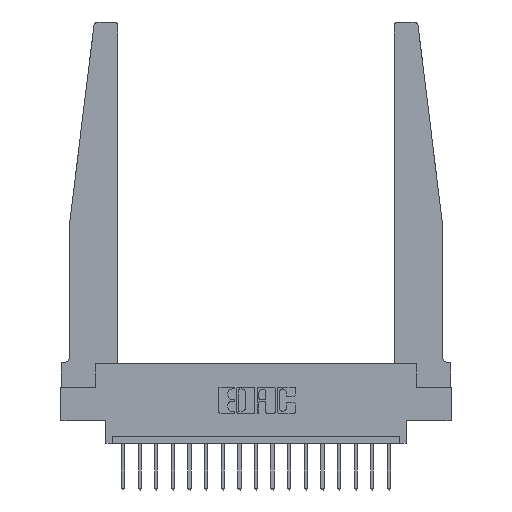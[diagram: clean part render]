
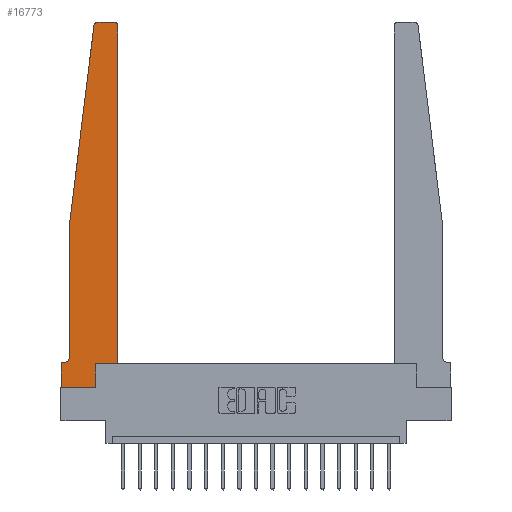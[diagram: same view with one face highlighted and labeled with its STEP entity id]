
A CAD part, top view. The second image highlights one B-rep face of the part: STEP entity #16773.
In plain terms, the highlighted planar face has unit normal (0, 0, 1).
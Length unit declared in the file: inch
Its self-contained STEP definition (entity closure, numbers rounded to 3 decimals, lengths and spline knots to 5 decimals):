
#47 = CARTESIAN_POINT ( 'NONE',  ( 0.065, 0.2375, 0.37 ) ) ;
#130 = CARTESIAN_POINT ( 'NONE',  ( 0.2605, 0.18, 0.37 ) ) ;
#238 = VECTOR ( 'NONE', #11004, 39.37008 ) ;
#253 = CARTESIAN_POINT ( 'NONE',  ( 0.425, 0.18, 0.37 ) ) ;
#546 = CARTESIAN_POINT ( 'NONE',  ( 0.2605, 0.18, 0.37 ) ) ;
#570 = ORIENTED_EDGE ( 'NONE', *, *, #13118, .T. ) ;
#655 = ORIENTED_EDGE ( 'NONE', *, *, #2089, .T. ) ;
#704 = CARTESIAN_POINT ( 'NONE',  ( 0.015, 0.2375, 0.37 ) ) ;
#913 = ORIENTED_EDGE ( 'NONE', *, *, #14599, .T. ) ;
#1070 = DIRECTION ( 'NONE',  ( 0., 0., 1. ) ) ;
#1349 = CARTESIAN_POINT ( 'NONE',  ( 0.395, 2.72, 0.37 ) ) ;
#1464 = VECTOR ( 'NONE', #18510, 39.37008 ) ;
#1466 = CARTESIAN_POINT ( 'NONE',  ( 0.2605, 0., 0.37 ) ) ;
#1489 = CARTESIAN_POINT ( 'NONE',  ( 0.24675, 2.72367, 0.37 ) ) ;
#1585 = VERTEX_POINT ( 'NONE', #47 ) ;
#1816 = CIRCLE ( 'NONE', #3397, 0.03 ) ;
#1930 = CARTESIAN_POINT ( 'NONE',  ( 0., 0.1875, 0.37 ) ) ;
#2089 = EDGE_CURVE ( 'NONE', #1585, #7360, #5025, .T. ) ;
#2120 = AXIS2_PLACEMENT_3D ( 'NONE', #1930, #10804, #15384 ) ;
#2212 = LINE ( 'NONE', #546, #3008 ) ;
#2583 = LINE ( 'NONE', #9979, #16473 ) ;
#2740 = CARTESIAN_POINT ( 'NONE',  ( 0.27653, 2.72, 0.37 ) ) ;
#3008 = VECTOR ( 'NONE', #15460, 39.37008 ) ;
#3350 = VERTEX_POINT ( 'NONE', #13273 ) ;
#3374 = VERTEX_POINT ( 'NONE', #1466 ) ;
#3397 = AXIS2_PLACEMENT_3D ( 'NONE', #2740, #7293, #19272 ) ;
#3598 = DIRECTION ( 'NONE',  ( -1., 0., 0. ) ) ;
#3743 = CARTESIAN_POINT ( 'NONE',  ( 0.395, 2.75, 0.37 ) ) ;
#3791 = CARTESIAN_POINT ( 'NONE',  ( 0., 0.1875, 0.37 ) ) ;
#3867 = VECTOR ( 'NONE', #16402, 39.37008 ) ;
#3910 = ORIENTED_EDGE ( 'NONE', *, *, #13077, .T. ) ;
#3932 = DIRECTION ( 'NONE',  ( -1., 0., 0. ) ) ;
#4702 = VERTEX_POINT ( 'NONE', #7702 ) ;
#5025 = CIRCLE ( 'NONE', #9066, 0.05 ) ;
#5298 = ORIENTED_EDGE ( 'NONE', *, *, #9658, .T. ) ;
#5599 = VERTEX_POINT ( 'NONE', #1489 ) ;
#5758 = ORIENTED_EDGE ( 'NONE', *, *, #15566, .T. ) ;
#5944 = EDGE_CURVE ( 'NONE', #7360, #15773, #10707, .T. ) ;
#6345 = ORIENTED_EDGE ( 'NONE', *, *, #9792, .T. ) ;
#6502 = CARTESIAN_POINT ( 'NONE',  ( 0.25, 2.75, 0.37 ) ) ;
#6558 = DIRECTION ( 'NONE',  ( 0., 0., -1. ) ) ;
#6763 = EDGE_CURVE ( 'NONE', #18390, #1585, #16117, .T. ) ;
#7098 = AXIS2_PLACEMENT_3D ( 'NONE', #1349, #1070, #18989 ) ;
#7293 = DIRECTION ( 'NONE',  ( 0., 0., 1. ) ) ;
#7360 = VERTEX_POINT ( 'NONE', #10533 ) ;
#7702 = CARTESIAN_POINT ( 'NONE',  ( 0.425, 2.72, 0.37 ) ) ;
#8064 = VECTOR ( 'NONE', #15956, 39.37008 ) ;
#8268 = LINE ( 'NONE', #12665, #238 ) ;
#8283 = VERTEX_POINT ( 'NONE', #11236 ) ;
#8849 = DIRECTION ( 'NONE',  ( -1., 0., 0. ) ) ;
#9066 = AXIS2_PLACEMENT_3D ( 'NONE', #704, #6558, #3932 ) ;
#9150 = VERTEX_POINT ( 'NONE', #3743 ) ;
#9658 = EDGE_CURVE ( 'NONE', #16316, #4702, #10694, .T. ) ;
#9792 = EDGE_CURVE ( 'NONE', #3374, #17548, #2212, .T. ) ;
#9839 = VECTOR ( 'NONE', #11867, 39.37008 ) ;
#9979 = CARTESIAN_POINT ( 'NONE',  ( 0., 0., 0.37 ) ) ;
#10404 = VECTOR ( 'NONE', #8849, 39.37008 ) ;
#10533 = CARTESIAN_POINT ( 'NONE',  ( 0.015, 0.1875, 0.37 ) ) ;
#10611 = EDGE_CURVE ( 'NONE', #17548, #16316, #11417, .T. ) ;
#10694 = LINE ( 'NONE', #253, #9839 ) ;
#10707 = LINE ( 'NONE', #11976, #10404 ) ;
#10804 = DIRECTION ( 'NONE',  ( 0., 0., 1. ) ) ;
#10894 = LINE ( 'NONE', #6502, #19267 ) ;
#10997 = FACE_OUTER_BOUND ( 'NONE', #11570, .T. ) ;
#11004 = DIRECTION ( 'NONE',  ( -0.122, -0.992, 0. ) ) ;
#11131 = CIRCLE ( 'NONE', #7098, 0.03 ) ;
#11236 = CARTESIAN_POINT ( 'NONE',  ( 0., 0., 0.37 ) ) ;
#11373 = CARTESIAN_POINT ( 'NONE',  ( 0.065, 1.25, 0.37 ) ) ;
#11417 = LINE ( 'NONE', #17349, #1464 ) ;
#11570 = EDGE_LOOP ( 'NONE', ( #913, #5758, #3910, #12457, #655, #11964, #18085, #11655, #6345, #17202, #5298, #570 ) ) ;
#11655 = ORIENTED_EDGE ( 'NONE', *, *, #18783, .T. ) ;
#11867 = DIRECTION ( 'NONE',  ( 0., 1., 0. ) ) ;
#11964 = ORIENTED_EDGE ( 'NONE', *, *, #5944, .T. ) ;
#11976 = CARTESIAN_POINT ( 'NONE',  ( 0.065, 0.1875, 0.37 ) ) ;
#12273 = PLANE ( 'NONE',  #2120 ) ;
#12457 = ORIENTED_EDGE ( 'NONE', *, *, #6763, .T. ) ;
#12665 = CARTESIAN_POINT ( 'NONE',  ( 0.065, 1.25, 0.37 ) ) ;
#13077 = EDGE_CURVE ( 'NONE', #5599, #18390, #8268, .T. ) ;
#13118 = EDGE_CURVE ( 'NONE', #4702, #9150, #11131, .T. ) ;
#13273 = CARTESIAN_POINT ( 'NONE',  ( 0.27653, 2.75, 0.37 ) ) ;
#14599 = EDGE_CURVE ( 'NONE', #9150, #3350, #10894, .T. ) ;
#14699 = EDGE_CURVE ( 'NONE', #15773, #8283, #16044, .T. ) ;
#15359 = CARTESIAN_POINT ( 'NONE',  ( 0.425, 0.18, 0.37 ) ) ;
#15384 = DIRECTION ( 'NONE',  ( 1., 0., 0. ) ) ;
#15460 = DIRECTION ( 'NONE',  ( 0., 1., 0. ) ) ;
#15566 = EDGE_CURVE ( 'NONE', #3350, #5599, #1816, .T. ) ;
#15629 = DIRECTION ( 'NONE',  ( 1., 0., 0. ) ) ;
#15773 = VERTEX_POINT ( 'NONE', #3791 ) ;
#15956 = DIRECTION ( 'NONE',  ( 0., -1., 0. ) ) ;
#16044 = LINE ( 'NONE', #19151, #8064 ) ;
#16117 = LINE ( 'NONE', #17858, #3867 ) ;
#16316 = VERTEX_POINT ( 'NONE', #15359 ) ;
#16402 = DIRECTION ( 'NONE',  ( 0., -1., 0. ) ) ;
#16473 = VECTOR ( 'NONE', #15629, 39.37008 ) ;
#16773 = ADVANCED_FACE ( 'NONE', ( #10997 ), #12273, .T. ) ;
#17202 = ORIENTED_EDGE ( 'NONE', *, *, #10611, .T. ) ;
#17349 = CARTESIAN_POINT ( 'NONE',  ( 0.425, 0.18, 0.37 ) ) ;
#17548 = VERTEX_POINT ( 'NONE', #130 ) ;
#17858 = CARTESIAN_POINT ( 'NONE',  ( 0.065, 1.25, 0.37 ) ) ;
#18085 = ORIENTED_EDGE ( 'NONE', *, *, #14699, .T. ) ;
#18390 = VERTEX_POINT ( 'NONE', #11373 ) ;
#18510 = DIRECTION ( 'NONE',  ( 1., 0., 0. ) ) ;
#18783 = EDGE_CURVE ( 'NONE', #8283, #3374, #2583, .T. ) ;
#18989 = DIRECTION ( 'NONE',  ( 1., 0., 0. ) ) ;
#19151 = CARTESIAN_POINT ( 'NONE',  ( 0., 0., 0.37 ) ) ;
#19267 = VECTOR ( 'NONE', #3598, 39.37008 ) ;
#19272 = DIRECTION ( 'NONE',  ( 1., 0., 0. ) ) ;
